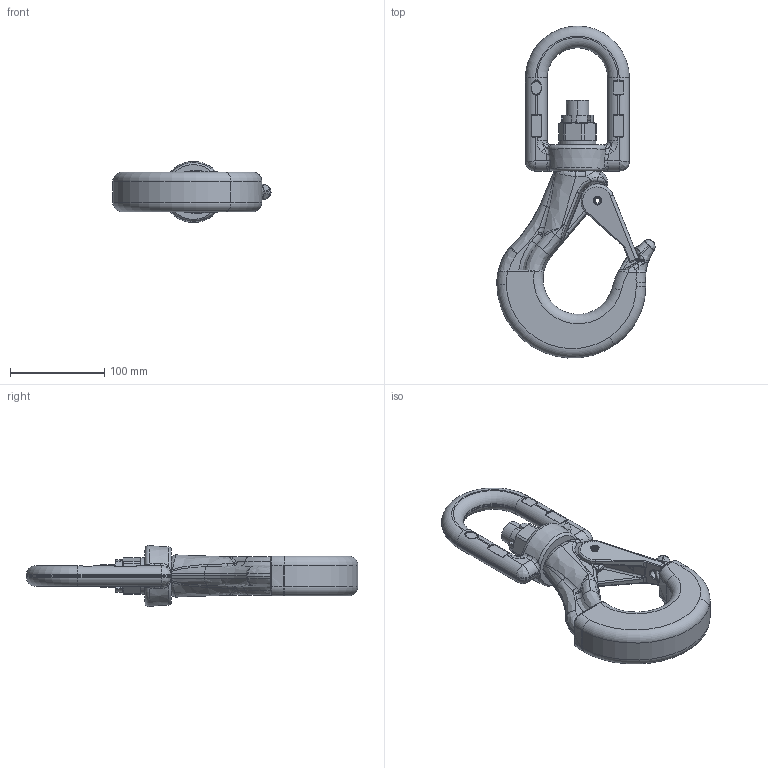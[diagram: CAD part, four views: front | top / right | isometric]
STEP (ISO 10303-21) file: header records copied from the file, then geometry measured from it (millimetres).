
FILE_DESCRIPTION (( 'STEP AP203' ), '1' );
FILE_NAME ('20240924_WHS 13-8.STEP', '2024-09-30T13:24:32', ( '' ), ( '' ), 'SwSTEP 2.0', 'SolidWorks 2024', '' );
FILE_SCHEMA (( 'CONFIG_CONTROL_DESIGN' ));
Length unit declared in the file: millimetre
Products named in the file (7): SikaSchnepper5Riffel_Sika Schnepper 5 mit Bohrung; 20240924_WHS 13-8; SHS13Buegel_Bügel 13bearbeitet; SHS13_3D_SHS13_3D_mitAbgedreht; KronenmutterDIN935_Tabelle_M24; Scheibe-Zylinderschraube-DIN125_Tabelle_M24; din_7340_a_6_x_0_4_x_45_0.stp
Assembly tree (6 placements, depth 2):
  20240924_WHS 13-8
    SHS13_3D_SHS13_3D_mitAbgedreht
    SikaSchnepper5Riffel_Sika Schnepper 5 mit Bohrung
    SHS13Buegel_Bügel 13bearbeitet
    KronenmutterDIN935_Tabelle_M24
    Scheibe-Zylinderschraube-DIN125_Tabelle_M24
    din_7340_a_6_x_0_4_x_45_0.stp
Bounding box: 167.62 x 351.36 x 64.78 mm (x, y, z)
Volume: 830814.2 mm3; surface area: 118912.2 mm2
Topology: 6 solids, 6 shells, 974 faces, 2374 edges, 1399 vertices
Faces by surface type: bspline 357, cylinder 185, plane 177, cone 136, torus 119
Entity records: 48052 total; most frequent: CARTESIAN_POINT 27416, ORIENTED_EDGE 4680, DIRECTION 3421, EDGE_CURVE 2340, VERTEX_POINT 1399, AXIS2_PLACEMENT_3D 1395, EDGE_LOOP 1011, ADVANCED_FACE 974
